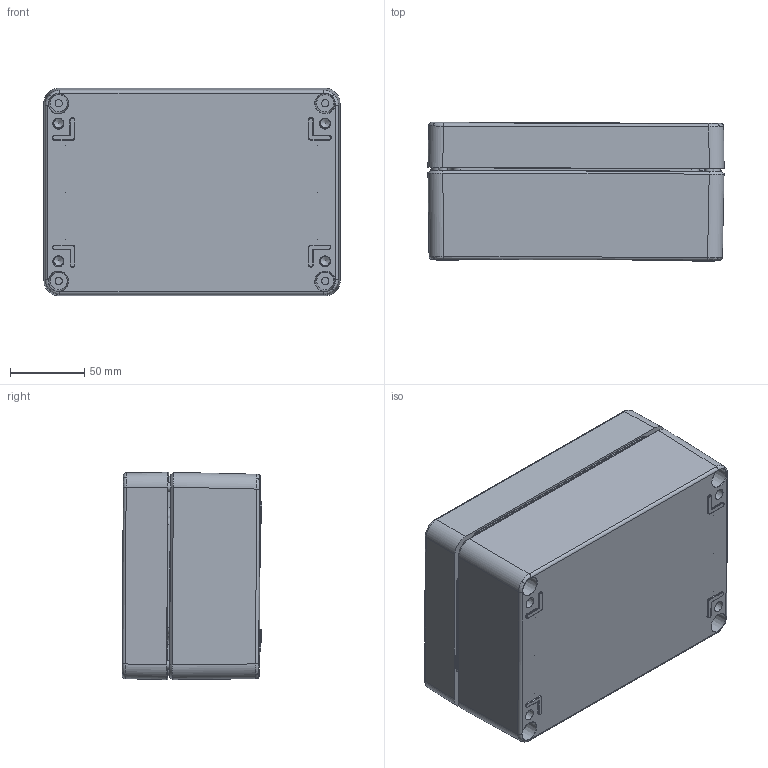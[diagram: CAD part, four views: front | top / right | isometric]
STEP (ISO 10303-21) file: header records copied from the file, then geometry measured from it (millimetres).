
FILE_DESCRIPTION(/* description */ ('Alu-Gehäuse 200x140x90mm'),/* implementation_level */ '2;1');
FILE_NAME(/* name */ '09201409000-RST.stp',/* time_stamp */ '2021-09-06T14:24:32+02:00',/* author */ ('sl'),/* organization */ (''),/* preprocessor_version */ 'ST-DEVELOPER v16.5',/* originating_system */ 'Autodesk Inventor 2017',/* authorisation */ '');
FILE_SCHEMA (('AUTOMOTIVE_DESIGN { 1 0 10303 214 3 1 1 }'));
Products named in the file (6): 09_201409_000; 09_201409_000_1; 09_201409_000_2; 09201409000; 09_201409_000_3; Schild-20-BT-0005-09_201409_000
Assembly tree (10 placements, depth 2):
  09_201409_000
    09_201409_000_1
    09_201409_000_2
    09_201409_000_3  x4
    09201409000
    Schild-20-BT-0005-09_201409_000  x3
Bounding box: 200 x 94.2 x 140 mm (x, y, z)
Volume: 598545.4 mm3; surface area: 253227 mm2
Topology: 10 solids, 10 shells, 947 faces, 2194 edges, 1291 vertices
Faces by surface type: plane 297, cylinder 257, bspline 253, cone 80, torus 60
Full cylindrical faces by diameter (mm): 4.7 x3, 5 x9, 5.3 x4, 6 x4, 8 x3
Entity records: 38991 total; most frequent: CARTESIAN_POINT 22256, ORIENTED_EDGE 3490, DIRECTION 3149, EDGE_CURVE 1745, AXIS2_PLACEMENT_3D 1204, VERTEX_POINT 1064, EDGE_LOOP 981, FACE_OUTER_BOUND 817
